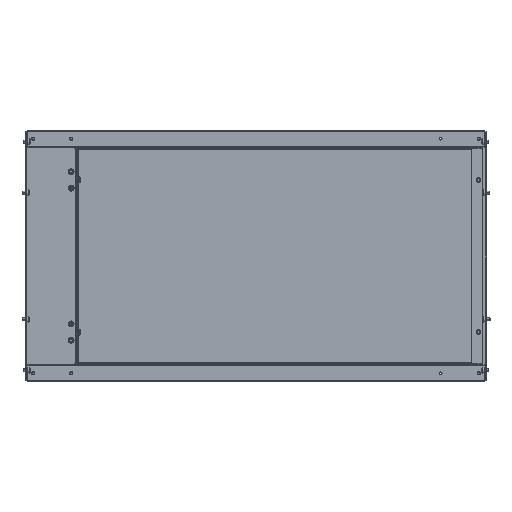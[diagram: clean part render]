
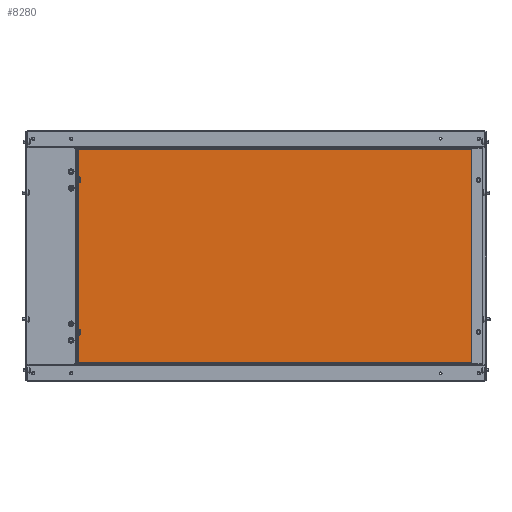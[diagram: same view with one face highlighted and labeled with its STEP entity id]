
A CAD part, left-side view. The second image highlights one B-rep face of the part: STEP entity #8280.
In plain terms, the highlighted planar face has unit normal (-1, 0, 0).
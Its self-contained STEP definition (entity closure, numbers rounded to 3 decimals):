
#908 = EDGE_CURVE ( 'NONE', #17204, #17562, #1912, .T. ) ;
#1912 = LINE ( 'NONE', #9520, #6302 ) ;
#2069 = CARTESIAN_POINT ( 'NONE',  ( -2., -387.75, 0. ) ) ;
#2307 = ORIENTED_EDGE ( 'NONE', *, *, #22759, .T. ) ;
#2341 = DIRECTION ( 'NONE',  ( 0., 1., 0. ) ) ;
#3475 = CARTESIAN_POINT ( 'NONE',  ( -2., -387.75, -210.5 ) ) ;
#3563 = CARTESIAN_POINT ( 'NONE',  ( -2., -387.75, 210.5 ) ) ;
#4016 = PLANE ( 'NONE',  #14087 ) ;
#4406 = EDGE_LOOP ( 'NONE', ( #22905, #17656, #8609, #2307 ) ) ;
#4772 = VERTEX_POINT ( 'NONE', #5281 ) ;
#4930 = DIRECTION ( 'NONE',  ( 0., 0., -1. ) ) ;
#5281 = CARTESIAN_POINT ( 'NONE',  ( -2., 387.75, 210.5 ) ) ;
#6302 = VECTOR ( 'NONE', #22286, 1000. ) ;
#8215 = LINE ( 'NONE', #2069, #11626 ) ;
#8280 = ADVANCED_FACE ( 'NONE', ( #20232 ), #4016, .T. ) ;
#8300 = CARTESIAN_POINT ( 'NONE',  ( -2., 387.75, -210.5 ) ) ;
#8350 = CARTESIAN_POINT ( 'NONE',  ( -2., 0., 210.5 ) ) ;
#8609 = ORIENTED_EDGE ( 'NONE', *, *, #16329, .T. ) ;
#8996 = VECTOR ( 'NONE', #4930, 1000. ) ;
#9520 = CARTESIAN_POINT ( 'NONE',  ( -2., 0., -210.5 ) ) ;
#11626 = VECTOR ( 'NONE', #20432, 1000. ) ;
#14087 = AXIS2_PLACEMENT_3D ( 'NONE', #18224, #18495, #26368 ) ;
#14352 = LINE ( 'NONE', #22812, #8996 ) ;
#16129 = VERTEX_POINT ( 'NONE', #3563 ) ;
#16329 = EDGE_CURVE ( 'NONE', #16129, #4772, #20571, .T. ) ;
#17204 = VERTEX_POINT ( 'NONE', #8300 ) ;
#17562 = VERTEX_POINT ( 'NONE', #3475 ) ;
#17656 = ORIENTED_EDGE ( 'NONE', *, *, #24746, .T. ) ;
#18224 = CARTESIAN_POINT ( 'NONE',  ( -2., 0., 0. ) ) ;
#18495 = DIRECTION ( 'NONE',  ( -1., 0., 0. ) ) ;
#20232 = FACE_OUTER_BOUND ( 'NONE', #4406, .T. ) ;
#20432 = DIRECTION ( 'NONE',  ( 0., 0., 1. ) ) ;
#20571 = LINE ( 'NONE', #8350, #22933 ) ;
#22286 = DIRECTION ( 'NONE',  ( 0., -1., 0. ) ) ;
#22759 = EDGE_CURVE ( 'NONE', #4772, #17204, #14352, .T. ) ;
#22812 = CARTESIAN_POINT ( 'NONE',  ( -2., 387.75, 0. ) ) ;
#22905 = ORIENTED_EDGE ( 'NONE', *, *, #908, .T. ) ;
#22933 = VECTOR ( 'NONE', #2341, 1000. ) ;
#24746 = EDGE_CURVE ( 'NONE', #17562, #16129, #8215, .T. ) ;
#26368 = DIRECTION ( 'NONE',  ( 0., 0., 1. ) ) ;
